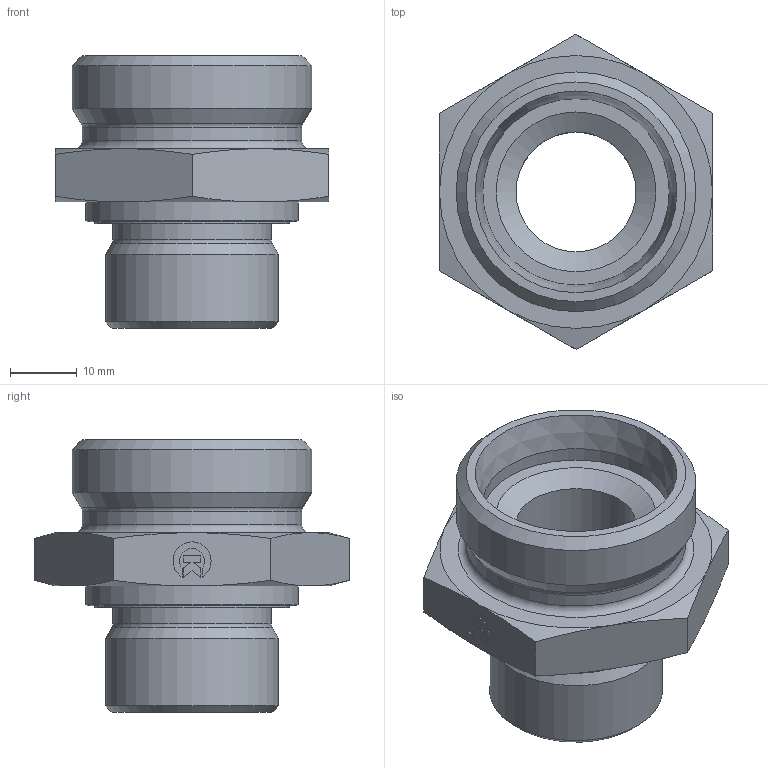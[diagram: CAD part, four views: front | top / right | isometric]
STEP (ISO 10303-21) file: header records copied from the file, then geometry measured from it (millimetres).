
FILE_DESCRIPTION((''),'2;1');
FILE_NAME('094282636.stp','2014-07-29T15:58:14',(''),('KNOMI spol. s r. o.'),'Autodesk Inventor 2012','Autodesk Inventor 2012','');
FILE_SCHEMA(('AUTOMOTIVE_DESIGN { 1 2 10303 214 0 1 1 1 }'));
Length unit declared in the file: millimetre
Products named in the file (3): PHEM2 28LM26 M26/M36x2; 095 28 2636; 60927262734
Assembly tree (2 placements, depth 2):
  PHEM2 28LM26 M26/M36x2
    095 28 2636
    60927262734
Bounding box: 41.01 x 47.34 x 41 mm (x, y, z)
Volume: 21893.9 mm3; surface area: 9901.9 mm2
Topology: 2 solids, 2 shells, 92 faces, 213 edges, 134 vertices
Faces by surface type: plane 45, cone 28, cylinder 14, torus 5
Full cylindrical faces by diameter (mm): 18 x1, 23.8 x1, 23.9 x1, 26 x1, 28 x1, 29.2 x1, 29.3 x1, 31.9 x1, 33 x1, 36 x1
Entity records: 2598 total; most frequent: CARTESIAN_POINT 485, DIRECTION 402, ORIENTED_EDGE 370, EDGE_CURVE 185, AXIS2_PLACEMENT_3D 156, VERTEX_POINT 131, EDGE_LOOP 130, FACE_OUTER_BOUND 92
